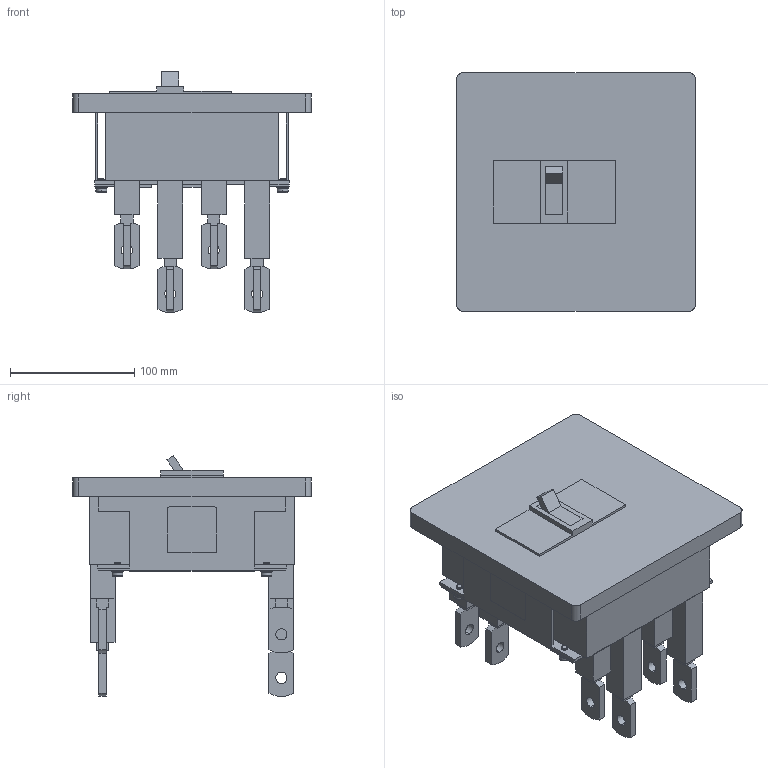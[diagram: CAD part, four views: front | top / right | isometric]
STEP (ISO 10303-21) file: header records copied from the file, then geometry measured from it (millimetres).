
FILE_DESCRIPTION(('CoCreate Modeling STEP Export'),'2;1');
FILE_NAME('Ｓ２２５ＮＦ４Ｐ.stp','2016-03-29T11:35:37',(''),(''),'CoCreate Modeling STEP processor for AP214 (Solid Model)','CoCreate Modeling 17.0 01-Apr-2010 (C) Parametric Technology GmbH','');
FILE_SCHEMA(('AUTOMOTIVE_DESIGN { 1 0 10303 214 1 1 1 1 }'));
Length unit declared in the file: millimetre
Products named in the file (8): P5; P3; P3.1; P4.3; P2; P3.2; P1; Ｓ２２５ＮＦ４Ｐ
Assembly tree (13 placements, depth 2):
  Ｓ２２５ＮＦ４Ｐ
    P5  x4
    P4.3  x4
    P1
    P3.2
    P2
    P3.1
    P3
Bounding box: 192 x 192 x 194 mm (x, y, z)
Volume: 2129887.4 mm3; surface area: 280933 mm2
Topology: 13 solids, 13 shells, 462 faces, 1130 edges, 724 vertices
Faces by surface type: plane 306, cylinder 124, torus 24, cone 8
Entity records: 12055 total; most frequent: ORIENTED_EDGE 1996, CARTESIAN_POINT 1914, DIRECTION 1757, EDGE_CURVE 998, VECTOR 779, LINE 779, VERTEX_POINT 646, AXIS2_PLACEMENT_3D 489
